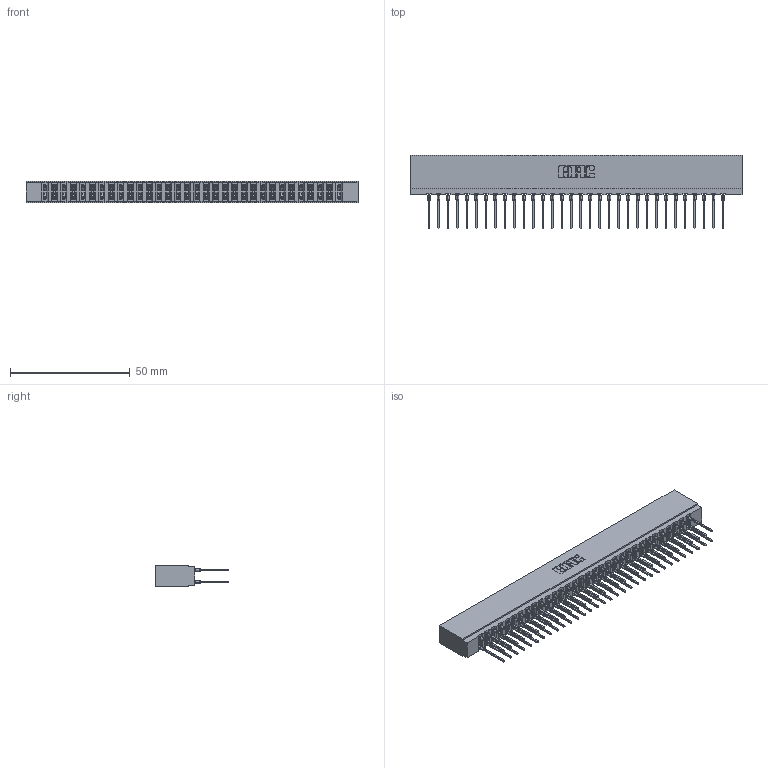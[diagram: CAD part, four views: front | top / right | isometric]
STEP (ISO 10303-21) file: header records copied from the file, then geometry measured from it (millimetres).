
FILE_DESCRIPTION (( 'STEP AP203' ), '1' );
FILE_NAME ('737-064-540-201.STEP', '2020-09-11T06:16:42', ( '' ), ( '' ), 'SwSTEP 2.0', 'SolidWorks 2020', '' );
FILE_SCHEMA (( 'CONFIG_CONTROL_DESIGN' ));
Length unit declared in the file: inch
Products named in the file (3): 745-292-001_540; 737 Part_Insulator Option - 01; 737-064-540-201
Assembly tree (65 placements, depth 2):
  737-064-540-201
    737 Part_Insulator Option - 01
    745-292-001_540  x64
Bounding box: 138.63 x 30.62 x 8.89 mm (x, y, z)
Volume: 13954.8 mm3; surface area: 20898.9 mm2
Topology: 65 solids, 65 shells, 5854 faces, 15743 edges, 9898 vertices
Faces by surface type: plane 3030, bspline 1280, cylinder 1160, torus 384
Entity records: 56267 total; most frequent: CARTESIAN_POINT 10273, ORIENTED_EDGE 9688, DIRECTION 8464, EDGE_CURVE 4844, LINE 4470, VECTOR 4470, VERTEX_POINT 3094, AXIS2_PLACEMENT_3D 1997
